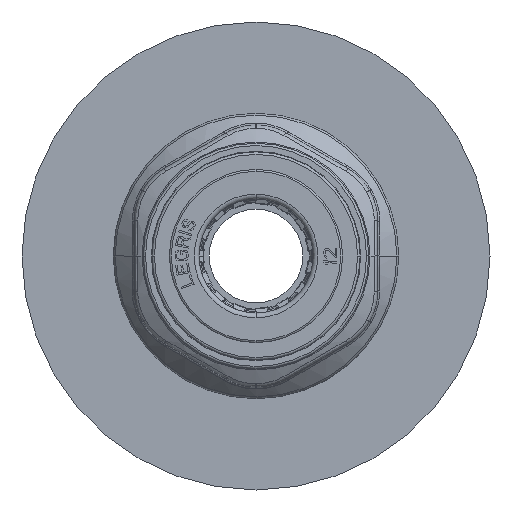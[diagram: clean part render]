
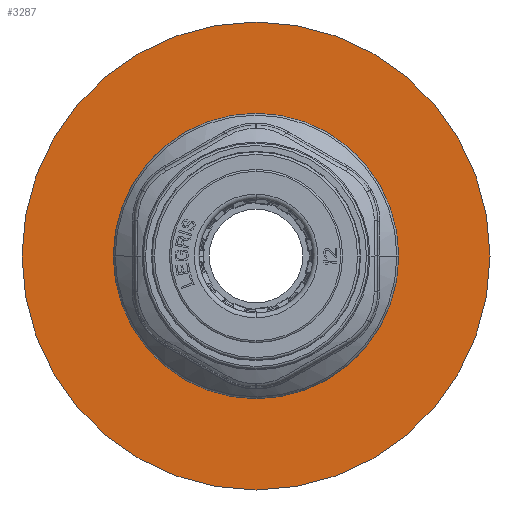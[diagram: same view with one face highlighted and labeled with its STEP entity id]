
A CAD part, front view. The second image highlights one B-rep face of the part: STEP entity #3287.
In plain terms, the highlighted planar face has unit normal (0, -1, 0).
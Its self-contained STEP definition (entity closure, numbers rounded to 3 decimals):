
#3287=ADVANCED_FACE('',(#7164,#7165),#7166,.F.);
#7164=FACE_OUTER_BOUND('',#19408,.T.);
#7165=FACE_BOUND('',#19409,.T.);
#7166=PLANE('',#19410);
#19408=EDGE_LOOP('',(#33988,#33989));
#19409=EDGE_LOOP('',(#33990,#33991));
#19410=AXIS2_PLACEMENT_3D('',#33992,#33993,#33994);
#33988=ORIENTED_EDGE('',*,*,#40982,.F.);
#33989=ORIENTED_EDGE('',*,*,#43357,.F.);
#33990=ORIENTED_EDGE('',*,*,#43358,.F.);
#33991=ORIENTED_EDGE('',*,*,#41648,.F.);
#33992=CARTESIAN_POINT('',(0.0,12.0,0.0));
#33993=DIRECTION('',(0.0,1.0,0.0));
#33994=DIRECTION('',(-1.0,0.0,0.0));
#40982=EDGE_CURVE('',#47166,#47161,#47168,.T.);
#41648=EDGE_CURVE('',#48223,#48225,#48226,.T.);
#43357=EDGE_CURVE('',#47161,#47166,#50612,.T.);
#43358=EDGE_CURVE('',#48225,#48223,#50613,.T.);
#47161=VERTEX_POINT('',#57769);
#47166=VERTEX_POINT('',#57775);
#47168=CIRCLE('',#57778,25.0);
#48223=VERTEX_POINT('',#60588);
#48225=VERTEX_POINT('',#60591);
#48226=CIRCLE('',#60592,11.25);
#50612=CIRCLE('',#67067,25.0);
#50613=CIRCLE('',#67068,11.25);
#57769=CARTESIAN_POINT('',(-25.0,12.0,0.));
#57775=CARTESIAN_POINT('',(25.0,12.0,0.0));
#57778=AXIS2_PLACEMENT_3D('',#73128,#73129,#73130);
#60588=CARTESIAN_POINT('',(-11.25,12.0,0.));
#60591=CARTESIAN_POINT('',(11.25,12.0,0.0));
#60592=AXIS2_PLACEMENT_3D('',#73981,#73982,#73983);
#67067=AXIS2_PLACEMENT_3D('',#76242,#76243,#76244);
#67068=AXIS2_PLACEMENT_3D('',#76245,#76246,#76247);
#73128=CARTESIAN_POINT('',(0.0,12.0,0.0));
#73129=DIRECTION('',(0.0,1.0,0.0));
#73130=DIRECTION('',(-1.0,0.0,0.0));
#73981=CARTESIAN_POINT('',(0.0,12.0,0.0));
#73982=DIRECTION('',(0.0,-1.0,0.0));
#73983=DIRECTION('',(-1.0,0.0,0.0));
#76242=CARTESIAN_POINT('',(0.0,12.0,0.0));
#76243=DIRECTION('',(0.0,1.0,0.0));
#76244=DIRECTION('',(-1.0,0.0,0.0));
#76245=CARTESIAN_POINT('',(0.0,12.0,0.0));
#76246=DIRECTION('',(0.0,-1.0,0.0));
#76247=DIRECTION('',(-1.0,0.0,0.0));
